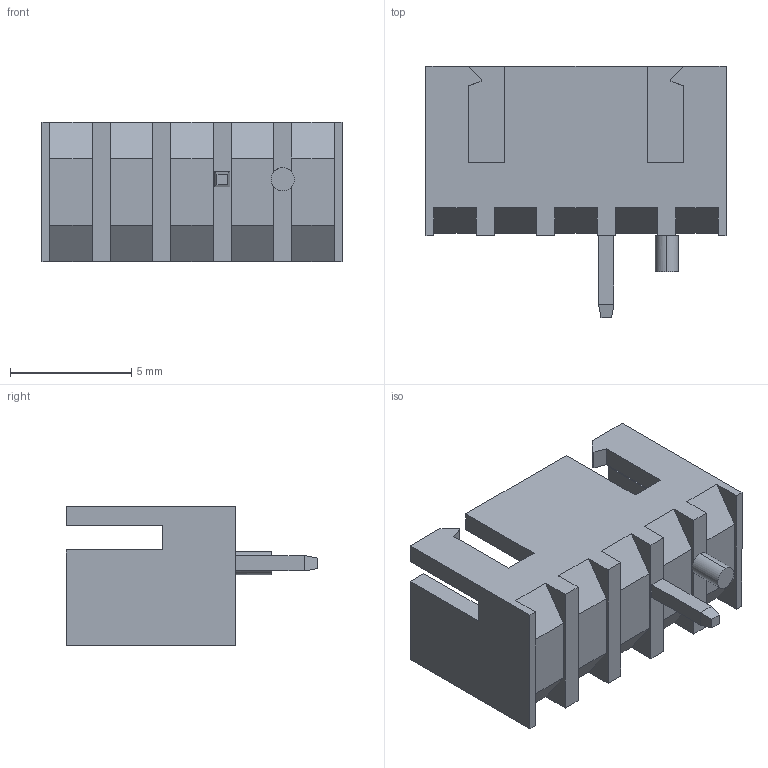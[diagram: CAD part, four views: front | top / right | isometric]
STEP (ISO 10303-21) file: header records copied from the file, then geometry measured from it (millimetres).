
FILE_DESCRIPTION (( 'STEP AP214' ), '1' );
FILE_NAME ('User Library-HEADER,JST,BxB-XH-A.STEP', '2020-05-14T07:13:38', ( '' ), ( '' ), 'SwSTEP 2.0', 'SolidWorks 2019', '' );
FILE_SCHEMA (( 'AUTOMOTIVE_DESIGN' ));
Length unit declared in the file: millimetre
Products named in the file (1): User Library-HEADER,JST,BxB-XH-A
Bounding box: 12.4 x 10.4 x 5.75 mm (x, y, z)
Volume: 191.3 mm3; surface area: 603.3 mm2
Topology: 1 solids, 1 shells, 85 faces, 231 edges, 150 vertices
Faces by surface type: plane 80, cylinder 5
Entity records: 3075 total; most frequent: CARTESIAN_POINT 467, ORIENTED_EDGE 462, DIRECTION 417, EDGE_CURVE 231, LINE 217, VECTOR 217, VERTEX_POINT 150, AXIS2_PLACEMENT_3D 100
